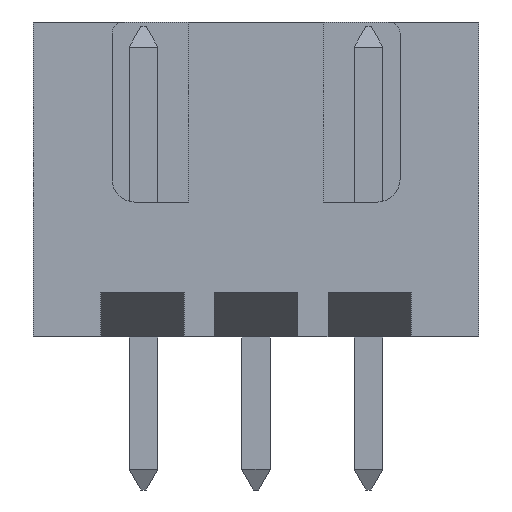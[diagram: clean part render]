
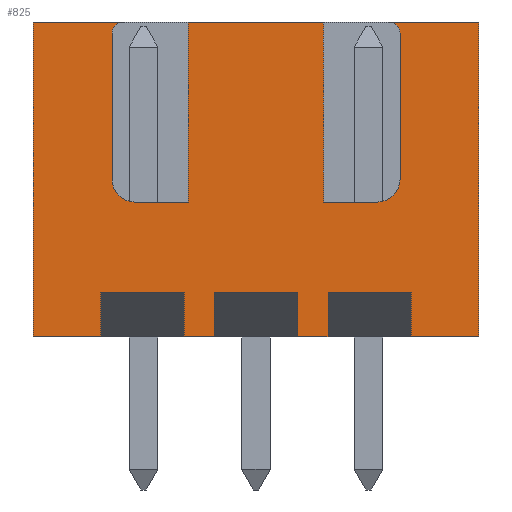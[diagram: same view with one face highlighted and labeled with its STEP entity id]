
A CAD part, front view. The second image highlights one B-rep face of the part: STEP entity #825.
In plain terms, the highlighted planar face has unit normal (0, -1, 0).
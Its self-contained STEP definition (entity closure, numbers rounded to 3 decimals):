
#22 = VERTEX_POINT('',#23);
#23 = CARTESIAN_POINT('',(0.,0.,7.));
#31 = EDGE_CURVE('',#32,#22,#34,.T.);
#32 = VERTEX_POINT('',#33);
#33 = CARTESIAN_POINT('',(0.,0.,0.));
#34 = LINE('',#35,#36);
#35 = CARTESIAN_POINT('',(0.,0.,0.));
#36 = VECTOR('',#37,1.);
#37 = DIRECTION('',(0.,0.,1.));
#103 = EDGE_CURVE('',#22,#104,#106,.T.);
#104 = VERTEX_POINT('',#105);
#105 = CARTESIAN_POINT('',(2.,0.,7.));
#106 = LINE('',#107,#108);
#107 = CARTESIAN_POINT('',(0.,0.,7.));
#108 = VECTOR('',#109,1.);
#109 = DIRECTION('',(1.,0.,0.));
#540 = EDGE_CURVE('',#32,#541,#543,.T.);
#541 = VERTEX_POINT('',#542);
#542 = CARTESIAN_POINT('',(1.5,0.,0.));
#543 = LINE('',#544,#545);
#544 = CARTESIAN_POINT('',(0.,0.,0.));
#545 = VECTOR('',#546,1.);
#546 = DIRECTION('',(1.,0.,0.));
#565 = VERTEX_POINT('',#566);
#566 = CARTESIAN_POINT('',(3.35,0.,0.));
#572 = EDGE_CURVE('',#565,#573,#575,.T.);
#573 = VERTEX_POINT('',#574);
#574 = CARTESIAN_POINT('',(4.025,0.,0.));
#575 = LINE('',#576,#577);
#576 = CARTESIAN_POINT('',(0.,0.,0.));
#577 = VECTOR('',#578,1.);
#578 = DIRECTION('',(1.,0.,0.));
#597 = VERTEX_POINT('',#598);
#598 = CARTESIAN_POINT('',(5.875,0.,0.));
#604 = EDGE_CURVE('',#597,#605,#607,.T.);
#605 = VERTEX_POINT('',#606);
#606 = CARTESIAN_POINT('',(6.55,0.,0.));
#607 = LINE('',#608,#609);
#608 = CARTESIAN_POINT('',(0.,0.,0.));
#609 = VECTOR('',#610,1.);
#610 = DIRECTION('',(1.,0.,0.));
#629 = VERTEX_POINT('',#630);
#630 = CARTESIAN_POINT('',(8.4,0.,0.));
#636 = EDGE_CURVE('',#629,#637,#639,.T.);
#637 = VERTEX_POINT('',#638);
#638 = CARTESIAN_POINT('',(9.9,0.,0.));
#639 = LINE('',#640,#641);
#640 = CARTESIAN_POINT('',(0.,0.,0.));
#641 = VECTOR('',#642,1.);
#642 = DIRECTION('',(1.,0.,0.));
#825 = ADVANCED_FACE('',(#826),#1006,.F.);
#826 = FACE_BOUND('',#827,.F.);
#827 = EDGE_LOOP('',(#828,#829,#830,#831,#840,#848,#857,#865,#873,#881,
    #889,#897,#906,#914,#923,#931,#937,#938,#946,#954,#960,#961,#969,
    #977,#983,#984,#992,#1000));
#828 = ORIENTED_EDGE('',*,*,#540,.F.);
#829 = ORIENTED_EDGE('',*,*,#31,.T.);
#830 = ORIENTED_EDGE('',*,*,#103,.T.);
#831 = ORIENTED_EDGE('',*,*,#832,.F.);
#832 = EDGE_CURVE('',#833,#104,#835,.T.);
#833 = VERTEX_POINT('',#834);
#834 = CARTESIAN_POINT('',(1.75,0.,6.75));
#835 = CIRCLE('',#836,0.25);
#836 = AXIS2_PLACEMENT_3D('',#837,#838,#839);
#837 = CARTESIAN_POINT('',(2.,0.,6.75));
#838 = DIRECTION('',(0.,1.,0.));
#839 = DIRECTION('',(0.,0.,1.));
#840 = ORIENTED_EDGE('',*,*,#841,.F.);
#841 = EDGE_CURVE('',#842,#833,#844,.T.);
#842 = VERTEX_POINT('',#843);
#843 = CARTESIAN_POINT('',(1.75,0.,3.5));
#844 = LINE('',#845,#846);
#845 = CARTESIAN_POINT('',(1.75,0.,3.));
#846 = VECTOR('',#847,1.);
#847 = DIRECTION('',(0.,0.,1.));
#848 = ORIENTED_EDGE('',*,*,#849,.T.);
#849 = EDGE_CURVE('',#842,#850,#852,.T.);
#850 = VERTEX_POINT('',#851);
#851 = CARTESIAN_POINT('',(2.25,0.,3.));
#852 = CIRCLE('',#853,0.5);
#853 = AXIS2_PLACEMENT_3D('',#854,#855,#856);
#854 = CARTESIAN_POINT('',(2.25,0.,3.5));
#855 = DIRECTION('',(0.,-1.,0.));
#856 = DIRECTION('',(0.,0.,1.));
#857 = ORIENTED_EDGE('',*,*,#858,.T.);
#858 = EDGE_CURVE('',#850,#859,#861,.T.);
#859 = VERTEX_POINT('',#860);
#860 = CARTESIAN_POINT('',(3.45,0.,3.));
#861 = LINE('',#862,#863);
#862 = CARTESIAN_POINT('',(1.75,0.,3.));
#863 = VECTOR('',#864,1.);
#864 = DIRECTION('',(1.,0.,0.));
#865 = ORIENTED_EDGE('',*,*,#866,.T.);
#866 = EDGE_CURVE('',#859,#867,#869,.T.);
#867 = VERTEX_POINT('',#868);
#868 = CARTESIAN_POINT('',(3.45,0.,7.));
#869 = LINE('',#870,#871);
#870 = CARTESIAN_POINT('',(3.45,0.,3.));
#871 = VECTOR('',#872,1.);
#872 = DIRECTION('',(0.,0.,1.));
#873 = ORIENTED_EDGE('',*,*,#874,.T.);
#874 = EDGE_CURVE('',#867,#875,#877,.T.);
#875 = VERTEX_POINT('',#876);
#876 = CARTESIAN_POINT('',(6.45,0.,7.));
#877 = LINE('',#878,#879);
#878 = CARTESIAN_POINT('',(0.,0.,7.));
#879 = VECTOR('',#880,1.);
#880 = DIRECTION('',(1.,0.,0.));
#881 = ORIENTED_EDGE('',*,*,#882,.F.);
#882 = EDGE_CURVE('',#883,#875,#885,.T.);
#883 = VERTEX_POINT('',#884);
#884 = CARTESIAN_POINT('',(6.45,0.,3.));
#885 = LINE('',#886,#887);
#886 = CARTESIAN_POINT('',(6.45,0.,3.));
#887 = VECTOR('',#888,1.);
#888 = DIRECTION('',(0.,0.,1.));
#889 = ORIENTED_EDGE('',*,*,#890,.T.);
#890 = EDGE_CURVE('',#883,#891,#893,.T.);
#891 = VERTEX_POINT('',#892);
#892 = CARTESIAN_POINT('',(7.65,0.,3.));
#893 = LINE('',#894,#895);
#894 = CARTESIAN_POINT('',(6.45,0.,3.));
#895 = VECTOR('',#896,1.);
#896 = DIRECTION('',(1.,0.,0.));
#897 = ORIENTED_EDGE('',*,*,#898,.F.);
#898 = EDGE_CURVE('',#899,#891,#901,.T.);
#899 = VERTEX_POINT('',#900);
#900 = CARTESIAN_POINT('',(8.15,0.,3.5));
#901 = CIRCLE('',#902,0.5);
#902 = AXIS2_PLACEMENT_3D('',#903,#904,#905);
#903 = CARTESIAN_POINT('',(7.65,0.,3.5));
#904 = DIRECTION('',(0.,1.,0.));
#905 = DIRECTION('',(0.,0.,1.));
#906 = ORIENTED_EDGE('',*,*,#907,.T.);
#907 = EDGE_CURVE('',#899,#908,#910,.T.);
#908 = VERTEX_POINT('',#909);
#909 = CARTESIAN_POINT('',(8.15,0.,6.75));
#910 = LINE('',#911,#912);
#911 = CARTESIAN_POINT('',(8.15,0.,3.));
#912 = VECTOR('',#913,1.);
#913 = DIRECTION('',(0.,0.,1.));
#914 = ORIENTED_EDGE('',*,*,#915,.T.);
#915 = EDGE_CURVE('',#908,#916,#918,.T.);
#916 = VERTEX_POINT('',#917);
#917 = CARTESIAN_POINT('',(7.9,0.,7.));
#918 = CIRCLE('',#919,0.25);
#919 = AXIS2_PLACEMENT_3D('',#920,#921,#922);
#920 = CARTESIAN_POINT('',(7.9,0.,6.75));
#921 = DIRECTION('',(0.,-1.,0.));
#922 = DIRECTION('',(0.,0.,1.));
#923 = ORIENTED_EDGE('',*,*,#924,.T.);
#924 = EDGE_CURVE('',#916,#925,#927,.T.);
#925 = VERTEX_POINT('',#926);
#926 = CARTESIAN_POINT('',(9.9,0.,7.));
#927 = LINE('',#928,#929);
#928 = CARTESIAN_POINT('',(0.,0.,7.));
#929 = VECTOR('',#930,1.);
#930 = DIRECTION('',(1.,0.,0.));
#931 = ORIENTED_EDGE('',*,*,#932,.F.);
#932 = EDGE_CURVE('',#637,#925,#933,.T.);
#933 = LINE('',#934,#935);
#934 = CARTESIAN_POINT('',(9.9,0.,0.));
#935 = VECTOR('',#936,1.);
#936 = DIRECTION('',(0.,0.,1.));
#937 = ORIENTED_EDGE('',*,*,#636,.F.);
#938 = ORIENTED_EDGE('',*,*,#939,.T.);
#939 = EDGE_CURVE('',#629,#940,#942,.T.);
#940 = VERTEX_POINT('',#941);
#941 = CARTESIAN_POINT('',(8.4,0.,1.));
#942 = LINE('',#943,#944);
#943 = CARTESIAN_POINT('',(8.4,0.,0.));
#944 = VECTOR('',#945,1.);
#945 = DIRECTION('',(0.,0.,1.));
#946 = ORIENTED_EDGE('',*,*,#947,.F.);
#947 = EDGE_CURVE('',#948,#940,#950,.T.);
#948 = VERTEX_POINT('',#949);
#949 = CARTESIAN_POINT('',(6.55,0.,1.));
#950 = LINE('',#951,#952);
#951 = CARTESIAN_POINT('',(6.55,0.,1.));
#952 = VECTOR('',#953,1.);
#953 = DIRECTION('',(1.,0.,0.));
#954 = ORIENTED_EDGE('',*,*,#955,.F.);
#955 = EDGE_CURVE('',#605,#948,#956,.T.);
#956 = LINE('',#957,#958);
#957 = CARTESIAN_POINT('',(6.55,0.,0.));
#958 = VECTOR('',#959,1.);
#959 = DIRECTION('',(0.,0.,1.));
#960 = ORIENTED_EDGE('',*,*,#604,.F.);
#961 = ORIENTED_EDGE('',*,*,#962,.T.);
#962 = EDGE_CURVE('',#597,#963,#965,.T.);
#963 = VERTEX_POINT('',#964);
#964 = CARTESIAN_POINT('',(5.875,0.,1.));
#965 = LINE('',#966,#967);
#966 = CARTESIAN_POINT('',(5.875,0.,0.));
#967 = VECTOR('',#968,1.);
#968 = DIRECTION('',(0.,0.,1.));
#969 = ORIENTED_EDGE('',*,*,#970,.F.);
#970 = EDGE_CURVE('',#971,#963,#973,.T.);
#971 = VERTEX_POINT('',#972);
#972 = CARTESIAN_POINT('',(4.025,0.,1.));
#973 = LINE('',#974,#975);
#974 = CARTESIAN_POINT('',(4.025,0.,1.));
#975 = VECTOR('',#976,1.);
#976 = DIRECTION('',(1.,0.,0.));
#977 = ORIENTED_EDGE('',*,*,#978,.F.);
#978 = EDGE_CURVE('',#573,#971,#979,.T.);
#979 = LINE('',#980,#981);
#980 = CARTESIAN_POINT('',(4.025,0.,0.));
#981 = VECTOR('',#982,1.);
#982 = DIRECTION('',(0.,0.,1.));
#983 = ORIENTED_EDGE('',*,*,#572,.F.);
#984 = ORIENTED_EDGE('',*,*,#985,.T.);
#985 = EDGE_CURVE('',#565,#986,#988,.T.);
#986 = VERTEX_POINT('',#987);
#987 = CARTESIAN_POINT('',(3.35,0.,1.));
#988 = LINE('',#989,#990);
#989 = CARTESIAN_POINT('',(3.35,0.,0.));
#990 = VECTOR('',#991,1.);
#991 = DIRECTION('',(0.,0.,1.));
#992 = ORIENTED_EDGE('',*,*,#993,.F.);
#993 = EDGE_CURVE('',#994,#986,#996,.T.);
#994 = VERTEX_POINT('',#995);
#995 = CARTESIAN_POINT('',(1.5,0.,1.));
#996 = LINE('',#997,#998);
#997 = CARTESIAN_POINT('',(1.5,0.,1.));
#998 = VECTOR('',#999,1.);
#999 = DIRECTION('',(1.,0.,0.));
#1000 = ORIENTED_EDGE('',*,*,#1001,.F.);
#1001 = EDGE_CURVE('',#541,#994,#1002,.T.);
#1002 = LINE('',#1003,#1004);
#1003 = CARTESIAN_POINT('',(1.5,0.,0.));
#1004 = VECTOR('',#1005,1.);
#1005 = DIRECTION('',(0.,0.,1.));
#1006 = PLANE('',#1007);
#1007 = AXIS2_PLACEMENT_3D('',#1008,#1009,#1010);
#1008 = CARTESIAN_POINT('',(0.,0.,0.));
#1009 = DIRECTION('',(0.,1.,0.));
#1010 = DIRECTION('',(0.,0.,1.));
